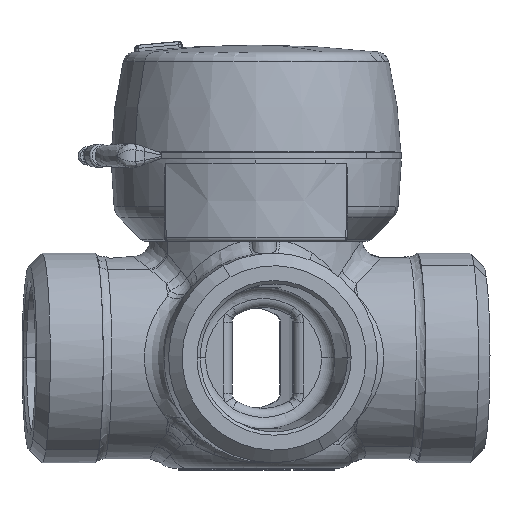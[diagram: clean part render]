
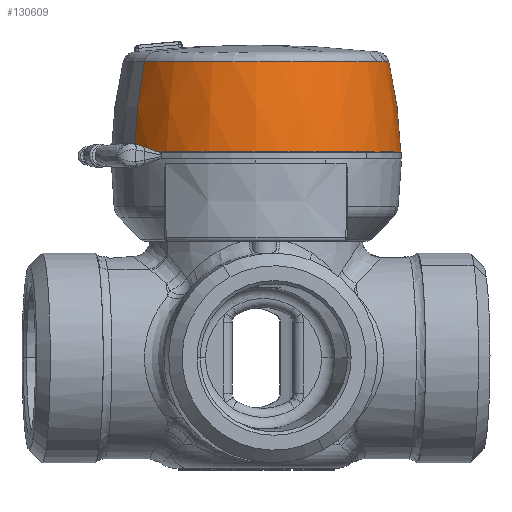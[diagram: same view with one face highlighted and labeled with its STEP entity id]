
A CAD part, left-side view. The second image highlights one B-rep face of the part: STEP entity #130609.
In plain terms, the highlighted face is a revolution surface.
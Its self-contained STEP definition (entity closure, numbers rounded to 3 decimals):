
#130466=AXIS2_PLACEMENT_3D('Circle Axis2P3D',#130464,#130465,$) ;
#130600=AXIS2_PLACEMENT_3D('Circle Axis2P3D',#130598,#130599,$) ;
#130447=CARTESIAN_POINT('Vertex',(-11.027,20.184,66.5)) ;
#130461=CARTESIAN_POINT('Vertex',(0.,-23.,66.5)) ;
#130464=CARTESIAN_POINT('Axis2P3D Location',(0.,0.,66.5)) ;
#130504=CARTESIAN_POINT('Control Point',(-11.027,20.184,66.5)) ;
#130505=CARTESIAN_POINT('Control Point',(-10.946,20.036,71.344)) ;
#130506=CARTESIAN_POINT('Control Point',(-10.639,19.474,76.171)) ;
#130507=CARTESIAN_POINT('Control Point',(-10.112,18.51,80.891)) ;
#130508=CARTESIAN_POINT('Vertex',(-10.112,18.51,80.891)) ;
#130573=CARTESIAN_POINT('Vertex',(0.,-21.092,80.891)) ;
#130577=CARTESIAN_POINT('Control Point',(0.,-23.,66.5)) ;
#130578=CARTESIAN_POINT('Control Point',(0.,-22.831,71.344)) ;
#130579=CARTESIAN_POINT('Control Point',(0.,-22.191,76.171)) ;
#130580=CARTESIAN_POINT('Control Point',(0.,-21.092,80.891)) ;
#130590=CARTESIAN_POINT('Control Point',(0.,23.,66.5)) ;
#130591=CARTESIAN_POINT('Control Point',(0.,22.831,71.344)) ;
#130592=CARTESIAN_POINT('Control Point',(0.,22.191,76.171)) ;
#130593=CARTESIAN_POINT('Control Point',(0.,21.092,80.891)) ;
#130594=CARTESIAN_POINT('Axis1P Location',(0.,0.,75.)) ;
#130598=CARTESIAN_POINT('Axis2P3D Location',(0.,0.,80.891)) ;
#130465=DIRECTION('Axis2P3D Direction',(0.,0.,1.)) ;
#130595=DIRECTION('Axis1P Direction',(0.,0.,1.)) ;
#130599=DIRECTION('Axis2P3D Direction',(0.,0.,1.)) ;
#130596=AXIS1_PLACEMENT('Revolution Surface Axis1P',#130594,#130595) ;
#130604=ORIENTED_EDGE('',*,*,#130602,.F.) ;
#130605=ORIENTED_EDGE('',*,*,#130510,.F.) ;
#130606=ORIENTED_EDGE('',*,*,#130468,.T.) ;
#130607=ORIENTED_EDGE('',*,*,#130581,.F.) ;
#130609=ADVANCED_FACE('Svart TPE',(#130608),#130597,.T.) ;
#130503=B_SPLINE_CURVE_WITH_KNOTS('',3,(#130504,#130505,#130506,#130507),.UNSPECIFIED.,.F.,.U.,(4,4),(473.857,488.419),.UNSPECIFIED.) ;
#130576=B_SPLINE_CURVE_WITH_KNOTS('',3,(#130577,#130578,#130579,#130580),.UNSPECIFIED.,.F.,.U.,(4,4),(473.857,488.419),.UNSPECIFIED.) ;
#130589=B_SPLINE_CURVE_WITH_KNOTS('',3,(#130590,#130591,#130592,#130593),.UNSPECIFIED.,.F.,.U.,(4,4),(473.857,488.419),.UNSPECIFIED.) ;
#130467=CIRCLE('generated circle',#130466,23.) ;
#130601=CIRCLE('generated circle',#130600,21.092) ;
#130468=EDGE_CURVE('',#130448,#130462,#130467,.T.) ;
#130510=EDGE_CURVE('',#130448,#130509,#130503,.T.) ;
#130581=EDGE_CURVE('',#130574,#130462,#130576,.F.) ;
#130602=EDGE_CURVE('',#130509,#130574,#130601,.T.) ;
#130603=EDGE_LOOP('',(#130604,#130605,#130606,#130607)) ;
#130608=FACE_OUTER_BOUND('',#130603,.T.) ;
#130597=SURFACE_OF_REVOLUTION('Surface of Revolution',#130589,#130596) ;
#130448=VERTEX_POINT('',#130447) ;
#130462=VERTEX_POINT('',#130461) ;
#130509=VERTEX_POINT('',#130508) ;
#130574=VERTEX_POINT('',#130573) ;
